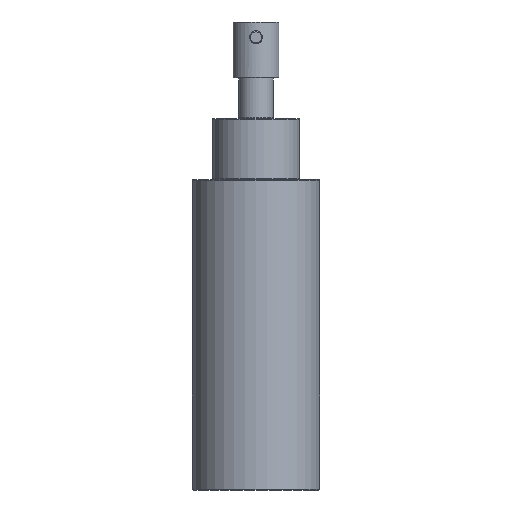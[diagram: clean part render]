
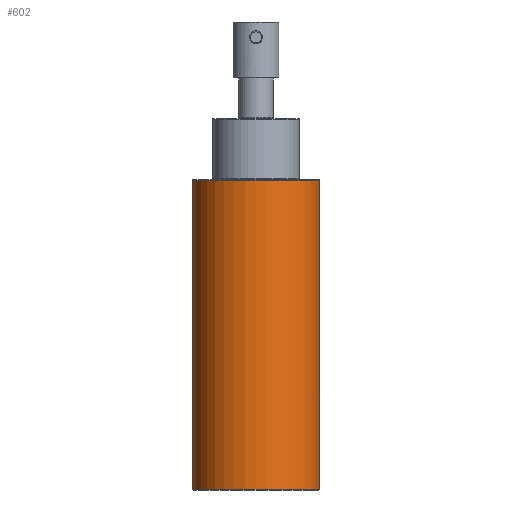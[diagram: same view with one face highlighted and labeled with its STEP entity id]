
A CAD part, front view. The second image highlights one B-rep face of the part: STEP entity #602.
In plain terms, the highlighted cylindrical face has radius 25 mm (diameter 50 mm), a full revolution.
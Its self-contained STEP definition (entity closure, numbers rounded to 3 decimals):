
#119=ORIENTED_EDGE('',*,*,#263,.T.);
#120=ORIENTED_EDGE('',*,*,#264,.T.);
#263=EDGE_CURVE('',#335,#335,#394,.F.);
#264=EDGE_CURVE('',#336,#336,#395,.F.);
#335=VERTEX_POINT('',#943);
#336=VERTEX_POINT('',#945);
#394=CIRCLE('',#700,25.);
#395=CIRCLE('',#701,25.);
#428=EDGE_LOOP('',(#119));
#429=EDGE_LOOP('',(#120));
#509=FACE_BOUND('',#428,.T.);
#510=FACE_BOUND('',#429,.T.);
#590=CYLINDRICAL_SURFACE('',#699,25.);
#602=ADVANCED_FACE('',(#509,#510),#590,.T.);
#699=AXIS2_PLACEMENT_3D('',#941,#780,#781);
#700=AXIS2_PLACEMENT_3D('',#942,#782,#783);
#701=AXIS2_PLACEMENT_3D('',#944,#784,#785);
#780=DIRECTION('',(0.,0.,-1.));
#781=DIRECTION('',(1.,0.,0.));
#782=DIRECTION('',(0.,0.,-1.));
#783=DIRECTION('',(0.,1.,0.));
#784=DIRECTION('',(0.,0.,1.));
#785=DIRECTION('',(0.,-1.,0.));
#941=CARTESIAN_POINT('',(4459.887,-2628.546,61.));
#942=CARTESIAN_POINT('',(4459.887,-2628.546,0.3));
#943=CARTESIAN_POINT('',(4459.887,-2603.546,0.3));
#944=CARTESIAN_POINT('',(4459.887,-2628.546,121.7));
#945=CARTESIAN_POINT('',(4459.887,-2653.546,121.7));
